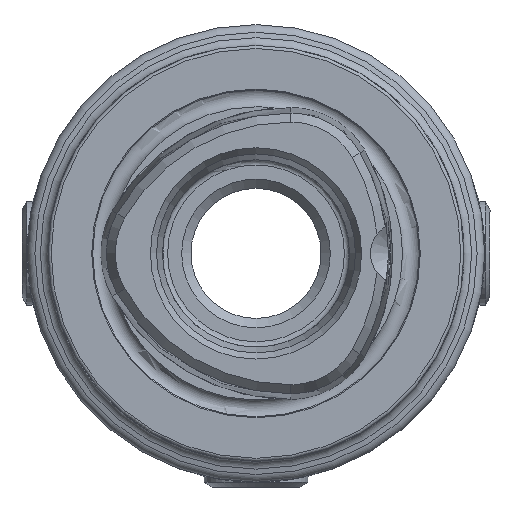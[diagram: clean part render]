
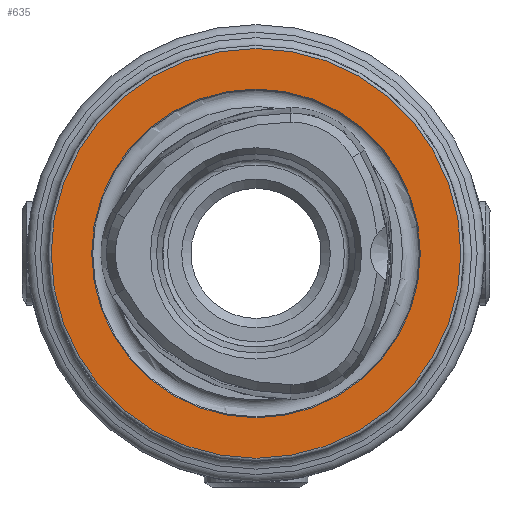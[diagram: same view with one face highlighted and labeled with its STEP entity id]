
A CAD part, left-side view. The second image highlights one B-rep face of the part: STEP entity #635.
In plain terms, the highlighted planar face has unit normal (-1, 0, 0).
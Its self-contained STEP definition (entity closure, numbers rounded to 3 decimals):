
#99 = AXIS2_PLACEMENT_3D ( 'NONE', #3159, #4968, #5361 ) ;
#398 = CARTESIAN_POINT ( 'NONE',  ( 0., 0., 15.8 ) ) ;
#576 = ORIENTED_EDGE ( 'NONE', *, *, #5338, .F. ) ;
#635 = ADVANCED_FACE ( 'NONE', ( #5099, #2643 ), #4218, .F. ) ;
#757 = CARTESIAN_POINT ( 'NONE',  ( 0., 15.8, 0. ) ) ;
#1170 = DIRECTION ( 'NONE',  ( 1., 0., 0. ) ) ;
#1666 = CARTESIAN_POINT ( 'NONE',  ( 0., 0., 0. ) ) ;
#2187 = CIRCLE ( 'NONE', #99, 15.8 ) ;
#2454 = EDGE_CURVE ( 'NONE', #4542, #4542, #5081, .T. ) ;
#2643 = FACE_OUTER_BOUND ( 'NONE', #4422, .T. ) ;
#2686 = AXIS2_PLACEMENT_3D ( 'NONE', #1666, #4298, #3813 ) ;
#2706 = VERTEX_POINT ( 'NONE', #398 ) ;
#3159 = CARTESIAN_POINT ( 'NONE',  ( 0., 0., 0. ) ) ;
#3213 = EDGE_LOOP ( 'NONE', ( #576 ) ) ;
#3813 = DIRECTION ( 'NONE',  ( 0., 0., 1. ) ) ;
#4155 = AXIS2_PLACEMENT_3D ( 'NONE', #757, #1170, #5102 ) ;
#4218 = PLANE ( 'NONE',  #4155 ) ;
#4289 = ORIENTED_EDGE ( 'NONE', *, *, #2454, .T. ) ;
#4298 = DIRECTION ( 'NONE',  ( -1., 0., 0. ) ) ;
#4422 = EDGE_LOOP ( 'NONE', ( #4289 ) ) ;
#4542 = VERTEX_POINT ( 'NONE', #5098 ) ;
#4968 = DIRECTION ( 'NONE',  ( -1., 0., 0. ) ) ;
#5081 = CIRCLE ( 'NONE', #2686, 19.7 ) ;
#5098 = CARTESIAN_POINT ( 'NONE',  ( 0., 0., 19.7 ) ) ;
#5099 = FACE_BOUND ( 'NONE', #3213, .T. ) ;
#5102 = DIRECTION ( 'NONE',  ( 0., 0., -1. ) ) ;
#5338 = EDGE_CURVE ( 'NONE', #2706, #2706, #2187, .T. ) ;
#5361 = DIRECTION ( 'NONE',  ( 0., 0., 1. ) ) ;
